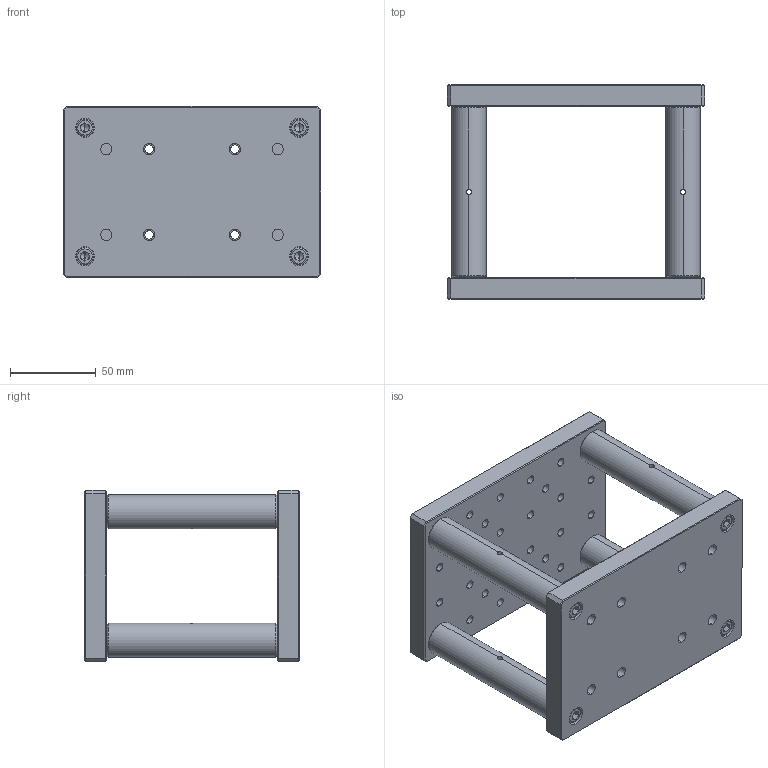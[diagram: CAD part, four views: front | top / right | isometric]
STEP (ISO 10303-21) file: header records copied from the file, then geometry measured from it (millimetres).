
FILE_DESCRIPTION (( 'STEP AP203' ), '1' );
FILE_NAME ('FHT1510-125.STEP', '2020-11-30T03:23:22', ( '' ), ( '' ), 'SwSTEP 2.0', 'SolidWorks 2016', '' );
FILE_SCHEMA (( 'CONFIG_CONTROL_DESIGN' ));
Length unit declared in the file: millimetre
Products named in the file (1): FHT1510-125
Bounding box: 150 x 125 x 100 mm (x, y, z)
Surface area: 105825 mm2 (no closed solid volume)
Topology: 0 solids, 20 shells, 309 faces, 1148 edges, 816 vertices
Faces by surface type: plane 149, cylinder 112, cone 32, torus 16
Entity records: 12596 total; most frequent: CARTESIAN_POINT 2674, DIRECTION 2072, ORIENTED_EDGE 1812, EDGE_CURVE 1132, VERTEX_POINT 816, LINE 748, VECTOR 748, AXIS2_PLACEMENT_3D 662
